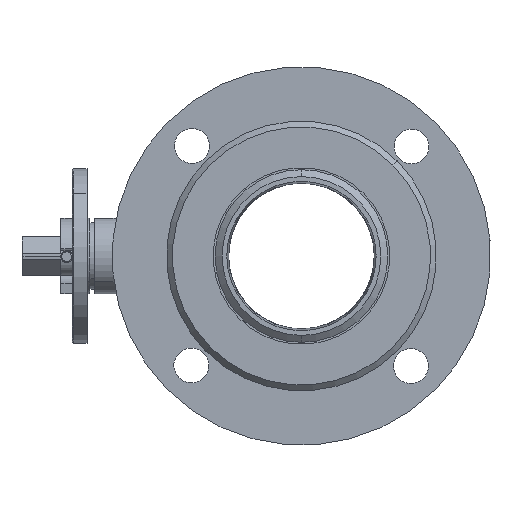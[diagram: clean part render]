
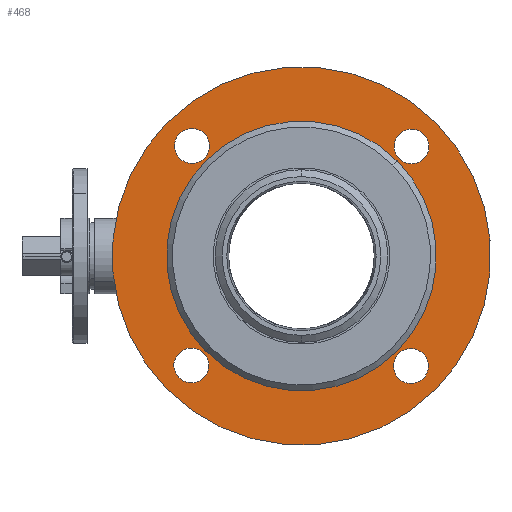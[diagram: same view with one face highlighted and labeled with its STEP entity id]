
A CAD part, left-side view. The second image highlights one B-rep face of the part: STEP entity #468.
In plain terms, the highlighted face is planar.
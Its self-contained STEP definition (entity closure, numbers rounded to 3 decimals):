
#85 = DIRECTION ( 'NONE',  ( 0., 0., 1. ) ) ;
#114 = DIRECTION ( 'NONE',  ( 0., 0., 1. ) ) ;
#219 = DIRECTION ( 'NONE',  ( 1., 0., 0. ) ) ;
#226 = ORIENTED_EDGE ( 'NONE', *, *, #1258, .F. ) ;
#255 = VERTEX_POINT ( 'NONE', #750 ) ;
#271 = CARTESIAN_POINT ( 'NONE',  ( 0., 0., 21. ) ) ;
#305 = VERTEX_POINT ( 'NONE', #981 ) ;
#346 = AXIS2_PLACEMENT_3D ( 'NONE', #271, #5163, #2555 ) ;
#388 = ORIENTED_EDGE ( 'NONE', *, *, #3762, .F. ) ;
#399 = VERTEX_POINT ( 'NONE', #3544 ) ;
#411 = AXIS2_PLACEMENT_3D ( 'NONE', #5707, #1680, #3452 ) ;
#468 = ADVANCED_FACE ( 'NONE', ( #4723, #3847, #5640, #4771, #3905, #5671 ), #3383, .T. ) ;
#686 = ORIENTED_EDGE ( 'NONE', *, *, #3066, .F. ) ;
#702 = DIRECTION ( 'NONE',  ( 0., 0., 1. ) ) ;
#750 = CARTESIAN_POINT ( 'NONE',  ( -9., -80., 21. ) ) ;
#760 = VERTEX_POINT ( 'NONE', #1466 ) ;
#778 = CIRCLE ( 'NONE', #5738, 69.5 ) ;
#930 = DIRECTION ( 'NONE',  ( 1., 0., 0. ) ) ;
#981 = CARTESIAN_POINT ( 'NONE',  ( 97.5, 0., 21. ) ) ;
#1108 = CARTESIAN_POINT ( 'NONE',  ( 0., 0., 21. ) ) ;
#1126 = EDGE_CURVE ( 'NONE', #5340, #399, #4821, .T. ) ;
#1177 = AXIS2_PLACEMENT_3D ( 'NONE', #5700, #3049, #2054 ) ;
#1229 = DIRECTION ( 'NONE',  ( 0., 0., 1. ) ) ;
#1258 = EDGE_CURVE ( 'NONE', #3000, #4817, #5170, .T. ) ;
#1279 = DIRECTION ( 'NONE',  ( 0., 0., 1. ) ) ;
#1324 = CIRCLE ( 'NONE', #2154, 9. ) ;
#1466 = CARTESIAN_POINT ( 'NONE',  ( -9., 80., 21. ) ) ;
#1519 = AXIS2_PLACEMENT_3D ( 'NONE', #4874, #1229, #2658 ) ;
#1537 = CIRCLE ( 'NONE', #1177, 9. ) ;
#1624 = AXIS2_PLACEMENT_3D ( 'NONE', #5780, #5471, #3243 ) ;
#1664 = ORIENTED_EDGE ( 'NONE', *, *, #5015, .F. ) ;
#1680 = DIRECTION ( 'NONE',  ( 0., 0., 1. ) ) ;
#1690 = AXIS2_PLACEMENT_3D ( 'NONE', #5326, #3559, #5394 ) ;
#1853 = CARTESIAN_POINT ( 'NONE',  ( 0., 0., 21. ) ) ;
#1884 = VERTEX_POINT ( 'NONE', #4141 ) ;
#1896 = EDGE_LOOP ( 'NONE', ( #4956, #4769 ) ) ;
#2054 = DIRECTION ( 'NONE',  ( 1., 0., 0. ) ) ;
#2154 = AXIS2_PLACEMENT_3D ( 'NONE', #4833, #4043, #930 ) ;
#2166 = AXIS2_PLACEMENT_3D ( 'NONE', #4197, #3701, #4224 ) ;
#2379 = DIRECTION ( 'NONE',  ( 1., 0., 0. ) ) ;
#2407 = DIRECTION ( 'NONE',  ( 0., 0., 1. ) ) ;
#2437 = AXIS2_PLACEMENT_3D ( 'NONE', #4101, #85, #3237 ) ;
#2540 = CIRCLE ( 'NONE', #1519, 9. ) ;
#2554 = CIRCLE ( 'NONE', #1624, 97.5 ) ;
#2555 = DIRECTION ( 'NONE',  ( 1., 0., 0. ) ) ;
#2590 = ORIENTED_EDGE ( 'NONE', *, *, #4183, .F. ) ;
#2640 = AXIS2_PLACEMENT_3D ( 'NONE', #1853, #2407, #4195 ) ;
#2658 = DIRECTION ( 'NONE',  ( 1., 0., 0. ) ) ;
#2733 = AXIS2_PLACEMENT_3D ( 'NONE', #4346, #1279, #3058 ) ;
#2749 = ORIENTED_EDGE ( 'NONE', *, *, #3450, .F. ) ;
#2958 = EDGE_LOOP ( 'NONE', ( #2749, #4700 ) ) ;
#3000 = VERTEX_POINT ( 'NONE', #4546 ) ;
#3008 = EDGE_CURVE ( 'NONE', #4817, #3000, #778, .T. ) ;
#3049 = DIRECTION ( 'NONE',  ( 0., 0., 1. ) ) ;
#3058 = DIRECTION ( 'NONE',  ( 1., 0., 0. ) ) ;
#3059 = CARTESIAN_POINT ( 'NONE',  ( 69.5, 0., 21. ) ) ;
#3063 = VERTEX_POINT ( 'NONE', #5552 ) ;
#3066 = EDGE_CURVE ( 'NONE', #5365, #4653, #4699, .T. ) ;
#3237 = DIRECTION ( 'NONE',  ( 1., 0., 0. ) ) ;
#3243 = DIRECTION ( 'NONE',  ( 1., 0., 0. ) ) ;
#3383 = PLANE ( 'NONE',  #346 ) ;
#3415 = CARTESIAN_POINT ( 'NONE',  ( -97.5, 0., 21. ) ) ;
#3450 = EDGE_CURVE ( 'NONE', #399, #5340, #2540, .T. ) ;
#3452 = DIRECTION ( 'NONE',  ( 1., 0., 0. ) ) ;
#3528 = AXIS2_PLACEMENT_3D ( 'NONE', #5496, #702, #219 ) ;
#3544 = CARTESIAN_POINT ( 'NONE',  ( 89., 0., 21. ) ) ;
#3559 = DIRECTION ( 'NONE',  ( 0., 0., 1. ) ) ;
#3560 = CARTESIAN_POINT ( 'NONE',  ( 71., 0., 21. ) ) ;
#3682 = CIRCLE ( 'NONE', #411, 9. ) ;
#3701 = DIRECTION ( 'NONE',  ( 0., 0., 1. ) ) ;
#3716 = EDGE_LOOP ( 'NONE', ( #226, #5573 ) ) ;
#3762 = EDGE_CURVE ( 'NONE', #3063, #760, #4969, .T. ) ;
#3847 = FACE_BOUND ( 'NONE', #5458, .T. ) ;
#3850 = CIRCLE ( 'NONE', #1690, 9. ) ;
#3905 = FACE_BOUND ( 'NONE', #4555, .T. ) ;
#3938 = EDGE_CURVE ( 'NONE', #4102, #305, #4028, .T. ) ;
#4028 = CIRCLE ( 'NONE', #2437, 97.5 ) ;
#4043 = DIRECTION ( 'NONE',  ( 0., 0., 1. ) ) ;
#4101 = CARTESIAN_POINT ( 'NONE',  ( 0., 0., 21. ) ) ;
#4102 = VERTEX_POINT ( 'NONE', #3415 ) ;
#4141 = CARTESIAN_POINT ( 'NONE',  ( 9., -80., 21. ) ) ;
#4183 = EDGE_CURVE ( 'NONE', #1884, #255, #3850, .T. ) ;
#4192 = EDGE_CURVE ( 'NONE', #760, #3063, #1324, .T. ) ;
#4195 = DIRECTION ( 'NONE',  ( 1., 0., 0. ) ) ;
#4197 = CARTESIAN_POINT ( 'NONE',  ( -80., 0., 21. ) ) ;
#4224 = DIRECTION ( 'NONE',  ( 1., 0., 0. ) ) ;
#4346 = CARTESIAN_POINT ( 'NONE',  ( 0., 80., 21. ) ) ;
#4418 = CARTESIAN_POINT ( 'NONE',  ( -71., 0., 21. ) ) ;
#4546 = CARTESIAN_POINT ( 'NONE',  ( -69.5, 0., 21. ) ) ;
#4555 = EDGE_LOOP ( 'NONE', ( #388, #5088 ) ) ;
#4653 = VERTEX_POINT ( 'NONE', #4418 ) ;
#4659 = EDGE_CURVE ( 'NONE', #305, #4102, #2554, .T. ) ;
#4699 = CIRCLE ( 'NONE', #2166, 9. ) ;
#4700 = ORIENTED_EDGE ( 'NONE', *, *, #1126, .F. ) ;
#4723 = FACE_OUTER_BOUND ( 'NONE', #1896, .T. ) ;
#4730 = EDGE_LOOP ( 'NONE', ( #2590, #4856 ) ) ;
#4769 = ORIENTED_EDGE ( 'NONE', *, *, #4659, .T. ) ;
#4771 = FACE_BOUND ( 'NONE', #2958, .T. ) ;
#4817 = VERTEX_POINT ( 'NONE', #3059 ) ;
#4821 = CIRCLE ( 'NONE', #3528, 9. ) ;
#4833 = CARTESIAN_POINT ( 'NONE',  ( 0., 80., 21. ) ) ;
#4856 = ORIENTED_EDGE ( 'NONE', *, *, #5233, .F. ) ;
#4874 = CARTESIAN_POINT ( 'NONE',  ( 80., 0., 21. ) ) ;
#4956 = ORIENTED_EDGE ( 'NONE', *, *, #3938, .T. ) ;
#4969 = CIRCLE ( 'NONE', #2733, 9. ) ;
#5015 = EDGE_CURVE ( 'NONE', #4653, #5365, #3682, .T. ) ;
#5088 = ORIENTED_EDGE ( 'NONE', *, *, #4192, .F. ) ;
#5163 = DIRECTION ( 'NONE',  ( 0., 0., 1. ) ) ;
#5170 = CIRCLE ( 'NONE', #2640, 69.5 ) ;
#5233 = EDGE_CURVE ( 'NONE', #255, #1884, #1537, .T. ) ;
#5326 = CARTESIAN_POINT ( 'NONE',  ( 0., -80., 21. ) ) ;
#5340 = VERTEX_POINT ( 'NONE', #3560 ) ;
#5365 = VERTEX_POINT ( 'NONE', #5395 ) ;
#5394 = DIRECTION ( 'NONE',  ( 1., 0., 0. ) ) ;
#5395 = CARTESIAN_POINT ( 'NONE',  ( -89., 0., 21. ) ) ;
#5458 = EDGE_LOOP ( 'NONE', ( #1664, #686 ) ) ;
#5471 = DIRECTION ( 'NONE',  ( 0., 0., 1. ) ) ;
#5496 = CARTESIAN_POINT ( 'NONE',  ( 80., 0., 21. ) ) ;
#5552 = CARTESIAN_POINT ( 'NONE',  ( 9., 80., 21. ) ) ;
#5573 = ORIENTED_EDGE ( 'NONE', *, *, #3008, .F. ) ;
#5640 = FACE_BOUND ( 'NONE', #4730, .T. ) ;
#5671 = FACE_BOUND ( 'NONE', #3716, .T. ) ;
#5700 = CARTESIAN_POINT ( 'NONE',  ( 0., -80., 21. ) ) ;
#5707 = CARTESIAN_POINT ( 'NONE',  ( -80., 0., 21. ) ) ;
#5738 = AXIS2_PLACEMENT_3D ( 'NONE', #1108, #114, #2379 ) ;
#5780 = CARTESIAN_POINT ( 'NONE',  ( 0., 0., 21. ) ) ;
